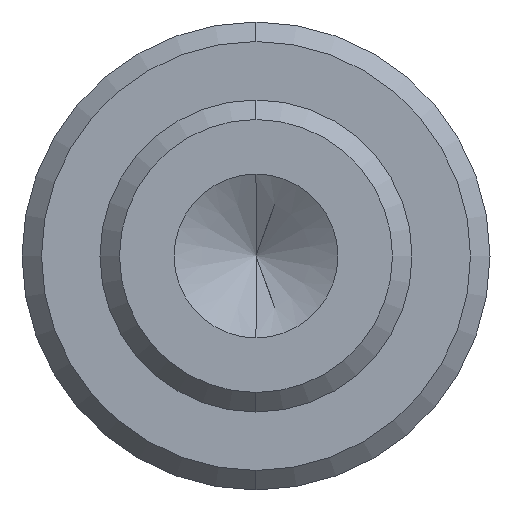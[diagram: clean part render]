
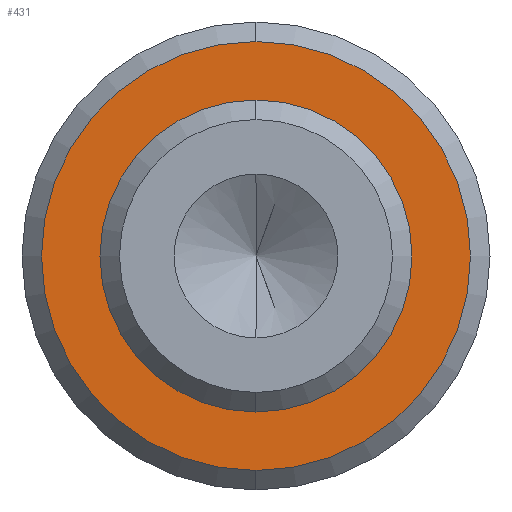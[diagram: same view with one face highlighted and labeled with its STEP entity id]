
A CAD part, left-side view. The second image highlights one B-rep face of the part: STEP entity #431.
In plain terms, the highlighted planar face has unit normal (-1, 0, 0).
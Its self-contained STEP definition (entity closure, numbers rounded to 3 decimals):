
#8 = AXIS2_PLACEMENT_3D ( 'NONE', #452, #395, #279 ) ;
#14 = EDGE_CURVE ( 'NONE', #555, #466, #508, .T. ) ;
#18 = ORIENTED_EDGE ( 'NONE', *, *, #482, .F. ) ;
#25 = CARTESIAN_POINT ( 'NONE',  ( -24., 0., -5.5 ) ) ;
#28 = FACE_BOUND ( 'NONE', #696, .T. ) ;
#86 = CARTESIAN_POINT ( 'NONE',  ( -24., 0., 4. ) ) ;
#91 = CARTESIAN_POINT ( 'NONE',  ( -24., 0., 0. ) ) ;
#95 = DIRECTION ( 'NONE',  ( 1., 0., 0. ) ) ;
#117 = CARTESIAN_POINT ( 'NONE',  ( -24., 0., -4. ) ) ;
#122 = DIRECTION ( 'NONE',  ( 0., 0., -1. ) ) ;
#175 = EDGE_LOOP ( 'NONE', ( #401, #265 ) ) ;
#185 = AXIS2_PLACEMENT_3D ( 'NONE', #304, #359, #122 ) ;
#204 = DIRECTION ( 'NONE',  ( 0., 0., -1. ) ) ;
#235 = VERTEX_POINT ( 'NONE', #117 ) ;
#265 = ORIENTED_EDGE ( 'NONE', *, *, #743, .T. ) ;
#279 = DIRECTION ( 'NONE',  ( 0., 0., 1. ) ) ;
#304 = CARTESIAN_POINT ( 'NONE',  ( -24., 0., 0. ) ) ;
#326 = DIRECTION ( 'NONE',  ( 0., 0., 1. ) ) ;
#359 = DIRECTION ( 'NONE',  ( -1., 0., 0. ) ) ;
#395 = DIRECTION ( 'NONE',  ( -1., 0., 0. ) ) ;
#401 = ORIENTED_EDGE ( 'NONE', *, *, #14, .T. ) ;
#418 = CIRCLE ( 'NONE', #8, 4. ) ;
#431 = ADVANCED_FACE ( 'NONE', ( #733, #28 ), #612, .F. ) ;
#438 = ORIENTED_EDGE ( 'NONE', *, *, #628, .F. ) ;
#441 = CARTESIAN_POINT ( 'NONE',  ( -24., 4., 0. ) ) ;
#449 = VERTEX_POINT ( 'NONE', #86 ) ;
#452 = CARTESIAN_POINT ( 'NONE',  ( -24., 0., 0. ) ) ;
#466 = VERTEX_POINT ( 'NONE', #727 ) ;
#471 = CIRCLE ( 'NONE', #513, 4. ) ;
#482 = EDGE_CURVE ( 'NONE', #449, #235, #471, .T. ) ;
#508 = CIRCLE ( 'NONE', #185, 5.5 ) ;
#513 = AXIS2_PLACEMENT_3D ( 'NONE', #91, #606, #326 ) ;
#528 = CIRCLE ( 'NONE', #724, 5.5 ) ;
#551 = CARTESIAN_POINT ( 'NONE',  ( -24., 0., 0. ) ) ;
#555 = VERTEX_POINT ( 'NONE', #25 ) ;
#560 = DIRECTION ( 'NONE',  ( -1., 0., 0. ) ) ;
#606 = DIRECTION ( 'NONE',  ( -1., 0., 0. ) ) ;
#612 = PLANE ( 'NONE',  #640 ) ;
#628 = EDGE_CURVE ( 'NONE', #235, #449, #418, .T. ) ;
#640 = AXIS2_PLACEMENT_3D ( 'NONE', #441, #95, #204 ) ;
#696 = EDGE_LOOP ( 'NONE', ( #18, #438 ) ) ;
#719 = DIRECTION ( 'NONE',  ( 0., 0., -1. ) ) ;
#724 = AXIS2_PLACEMENT_3D ( 'NONE', #551, #560, #719 ) ;
#727 = CARTESIAN_POINT ( 'NONE',  ( -24., 0., 5.5 ) ) ;
#733 = FACE_OUTER_BOUND ( 'NONE', #175, .T. ) ;
#743 = EDGE_CURVE ( 'NONE', #466, #555, #528, .T. ) ;
